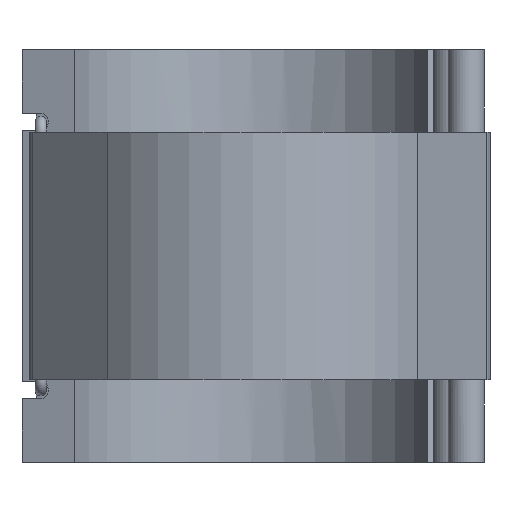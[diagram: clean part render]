
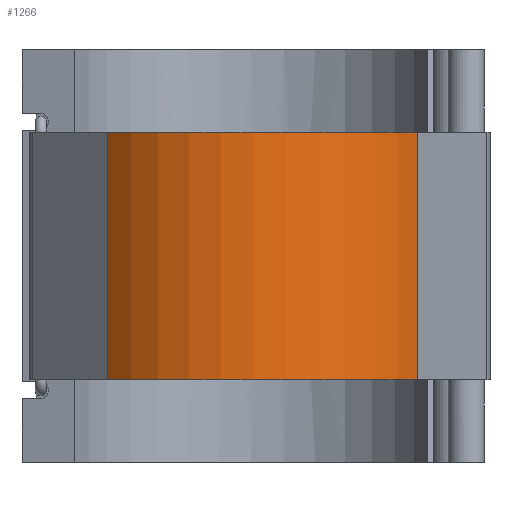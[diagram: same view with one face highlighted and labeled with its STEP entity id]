
A CAD part, front view. The second image highlights one B-rep face of the part: STEP entity #1266.
In plain terms, the highlighted cylindrical face has radius 82.4 mm (diameter 164.8 mm), a partial arc.
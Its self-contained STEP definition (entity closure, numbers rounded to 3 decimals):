
#41=CYLINDRICAL_SURFACE('',#1384,82.4);
#101=CIRCLE('',#1315,82.4);
#109=CIRCLE('',#1324,82.4);
#197=FACE_OUTER_BOUND('',#285,.T.);
#285=EDGE_LOOP('',(#1058,#1059,#1060,#1061));
#445=LINE('',#2090,#544);
#446=LINE('',#2092,#545);
#544=VECTOR('',#1692,105.6);
#545=VECTOR('',#1695,105.6);
#563=VERTEX_POINT('',#1862);
#564=VERTEX_POINT('',#1864);
#578=VERTEX_POINT('',#1894);
#579=VERTEX_POINT('',#1896);
#682=EDGE_CURVE('',#563,#564,#101,.T.);
#698=EDGE_CURVE('',#578,#579,#109,.T.);
#797=EDGE_CURVE('',#563,#579,#445,.T.);
#798=EDGE_CURVE('',#564,#578,#446,.T.);
#1058=ORIENTED_EDGE('',*,*,#797,.T.);
#1059=ORIENTED_EDGE('',*,*,#698,.F.);
#1060=ORIENTED_EDGE('',*,*,#798,.F.);
#1061=ORIENTED_EDGE('',*,*,#682,.F.);
#1266=ADVANCED_FACE('',(#197),#41,.T.);
#1315=AXIS2_PLACEMENT_3D('',#1865,#1473,#1474);
#1324=AXIS2_PLACEMENT_3D('',#1897,#1499,#1500);
#1384=AXIS2_PLACEMENT_3D('',#2091,#1693,#1694);
#1473=DIRECTION('center_axis',(0.,0.,-1.));
#1474=DIRECTION('ref_axis',(0.99,0.138,0.));
#1499=DIRECTION('center_axis',(0.,0.,1.));
#1500=DIRECTION('ref_axis',(0.99,0.138,0.));
#1692=DIRECTION('',(0.,0.,1.));
#1693=DIRECTION('center_axis',(0.,0.,1.));
#1694=DIRECTION('ref_axis',(0.99,0.138,0.));
#1695=DIRECTION('',(0.,0.,1.));
#1862=CARTESIAN_POINT('',(70.823,-42.117,-52.8));
#1864=CARTESIAN_POINT('',(-61.455,-54.891,-52.8));
#1865=CARTESIAN_POINT('Origin',(0.,0.,-52.8));
#1894=CARTESIAN_POINT('',(-61.455,-54.891,52.8));
#1896=CARTESIAN_POINT('',(70.823,-42.117,52.8));
#1897=CARTESIAN_POINT('Origin',(0.,0.,52.8));
#2090=CARTESIAN_POINT('',(70.823,-42.117,0.));
#2091=CARTESIAN_POINT('Origin',(0.,0.,0.));
#2092=CARTESIAN_POINT('',(-61.455,-54.891,0.));
